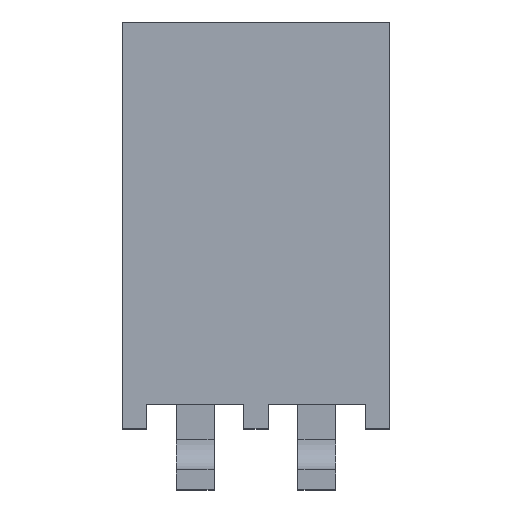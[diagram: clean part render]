
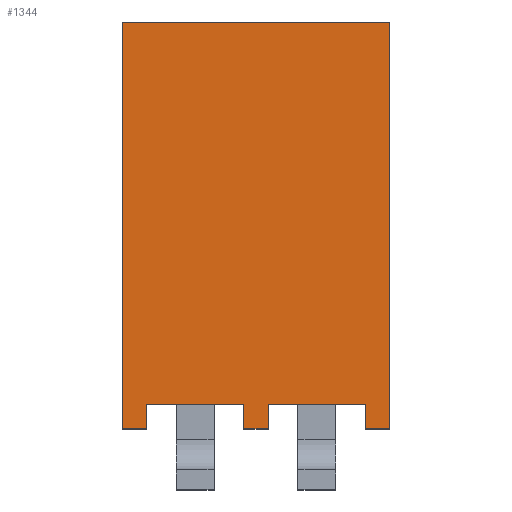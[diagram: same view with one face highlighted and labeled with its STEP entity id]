
A CAD part, top view. The second image highlights one B-rep face of the part: STEP entity #1344.
In plain terms, the highlighted planar face has unit normal (0, 0, 1).
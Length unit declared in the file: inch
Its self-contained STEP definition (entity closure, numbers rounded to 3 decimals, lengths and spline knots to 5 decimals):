
#67=ORIENTED_EDGE('',*,*,#451,.F.);
#68=ORIENTED_EDGE('',*,*,#452,.T.);
#69=ORIENTED_EDGE('',*,*,#453,.F.);
#70=ORIENTED_EDGE('',*,*,#454,.F.);
#71=ORIENTED_EDGE('',*,*,#455,.T.);
#72=ORIENTED_EDGE('',*,*,#456,.T.);
#73=ORIENTED_EDGE('',*,*,#457,.F.);
#74=ORIENTED_EDGE('',*,*,#458,.F.);
#75=ORIENTED_EDGE('',*,*,#459,.F.);
#76=ORIENTED_EDGE('',*,*,#460,.T.);
#77=ORIENTED_EDGE('',*,*,#461,.F.);
#78=ORIENTED_EDGE('',*,*,#462,.F.);
#451=EDGE_CURVE('',#643,#644,#771,.T.);
#452=EDGE_CURVE('',#643,#645,#772,.T.);
#453=EDGE_CURVE('',#646,#645,#773,.T.);
#454=EDGE_CURVE('',#647,#646,#774,.T.);
#455=EDGE_CURVE('',#647,#648,#775,.T.);
#456=EDGE_CURVE('',#648,#649,#776,.T.);
#457=EDGE_CURVE('',#650,#649,#777,.T.);
#458=EDGE_CURVE('',#651,#650,#778,.T.);
#459=EDGE_CURVE('',#652,#651,#779,.T.);
#460=EDGE_CURVE('',#652,#653,#780,.T.);
#461=EDGE_CURVE('',#654,#653,#781,.T.);
#462=EDGE_CURVE('',#644,#654,#782,.T.);
#643=VERTEX_POINT('',#1917);
#644=VERTEX_POINT('',#1918);
#645=VERTEX_POINT('',#1920);
#646=VERTEX_POINT('',#1922);
#647=VERTEX_POINT('',#1924);
#648=VERTEX_POINT('',#1926);
#649=VERTEX_POINT('',#1928);
#650=VERTEX_POINT('',#1930);
#651=VERTEX_POINT('',#1932);
#652=VERTEX_POINT('',#1934);
#653=VERTEX_POINT('',#1936);
#654=VERTEX_POINT('',#1938);
#771=LINE('',#1916,#947);
#772=LINE('',#1919,#948);
#773=LINE('',#1921,#949);
#774=LINE('',#1923,#950);
#775=LINE('',#1925,#951);
#776=LINE('',#1927,#952);
#777=LINE('',#1929,#953);
#778=LINE('',#1931,#954);
#779=LINE('',#1933,#955);
#780=LINE('',#1935,#956);
#781=LINE('',#1937,#957);
#782=LINE('',#1939,#958);
#947=VECTOR('',#1549,39.37008);
#948=VECTOR('',#1550,39.37008);
#949=VECTOR('',#1551,39.37008);
#950=VECTOR('',#1552,39.37008);
#951=VECTOR('',#1553,39.37008);
#952=VECTOR('',#1554,39.37008);
#953=VECTOR('',#1555,39.37008);
#954=VECTOR('',#1556,39.37008);
#955=VECTOR('',#1557,39.37008);
#956=VECTOR('',#1558,39.37008);
#957=VECTOR('',#1559,39.37008);
#958=VECTOR('',#1560,39.37008);
#1112=EDGE_LOOP('',(#67,#68,#69,#70,#71,#72,#73,#74,#75,#76,#77,#78));
#1196=FACE_BOUND('',#1112,.T.);
#1280=PLANE('',#1442);
#1344=ADVANCED_FACE('',(#1196),#1280,.F.);
#1442=AXIS2_PLACEMENT_3D('',#1915,#1547,#1548);
#1547=DIRECTION('',(0.,0.,-1.));
#1548=DIRECTION('',(-1.,0.,0.));
#1549=DIRECTION('',(0.,1.,0.));
#1550=DIRECTION('',(1.,0.,0.));
#1551=DIRECTION('',(0.,-1.,0.));
#1552=DIRECTION('',(1.,0.,0.));
#1553=DIRECTION('',(0.,-1.,0.));
#1554=DIRECTION('',(1.,0.,0.));
#1555=DIRECTION('',(0.,-1.,0.));
#1556=DIRECTION('',(-1.,0.,0.));
#1557=DIRECTION('',(0.,1.,0.));
#1558=DIRECTION('',(1.,0.,0.));
#1559=DIRECTION('',(0.,-1.,0.));
#1560=DIRECTION('',(-1.,0.,0.));
#1915=CARTESIAN_POINT('',(-0.11,0.335,0.0975));
#1916=CARTESIAN_POINT('',(0.09,0.335,0.0975));
#1917=CARTESIAN_POINT('',(0.09,0.,0.0975));
#1918=CARTESIAN_POINT('',(0.09,0.02,0.0975));
#1919=CARTESIAN_POINT('',(-0.11,0.,0.0975));
#1920=CARTESIAN_POINT('',(0.11,0.,0.0975));
#1921=CARTESIAN_POINT('',(0.11,0.335,0.0975));
#1922=CARTESIAN_POINT('',(0.11,0.335,0.0975));
#1923=CARTESIAN_POINT('',(-0.11,0.335,0.0975));
#1924=CARTESIAN_POINT('',(-0.11,0.335,0.0975));
#1925=CARTESIAN_POINT('',(-0.11,0.335,0.0975));
#1926=CARTESIAN_POINT('',(-0.11,0.,0.0975));
#1927=CARTESIAN_POINT('',(-0.11,0.,0.0975));
#1928=CARTESIAN_POINT('',(-0.09,0.,0.0975));
#1929=CARTESIAN_POINT('',(-0.09,0.335,0.0975));
#1930=CARTESIAN_POINT('',(-0.09,0.02,0.0975));
#1931=CARTESIAN_POINT('',(-0.11,0.02,0.0975));
#1932=CARTESIAN_POINT('',(-0.01,0.02,0.0975));
#1933=CARTESIAN_POINT('',(-0.01,0.335,0.0975));
#1934=CARTESIAN_POINT('',(-0.01,0.,0.0975));
#1935=CARTESIAN_POINT('',(-0.11,0.,0.0975));
#1936=CARTESIAN_POINT('',(0.01,0.,0.0975));
#1937=CARTESIAN_POINT('',(0.01,0.335,0.0975));
#1938=CARTESIAN_POINT('',(0.01,0.02,0.0975));
#1939=CARTESIAN_POINT('',(-0.11,0.02,0.0975));
